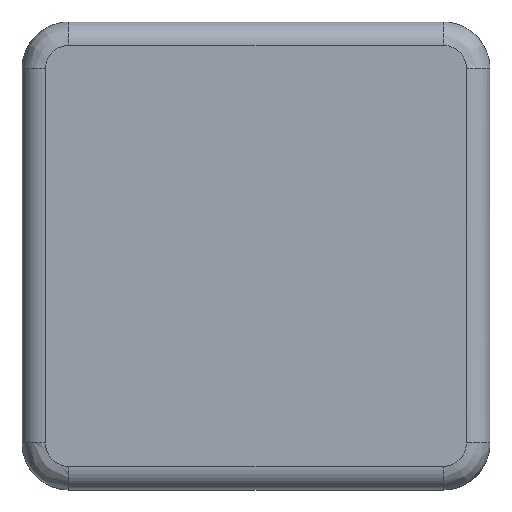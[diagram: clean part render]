
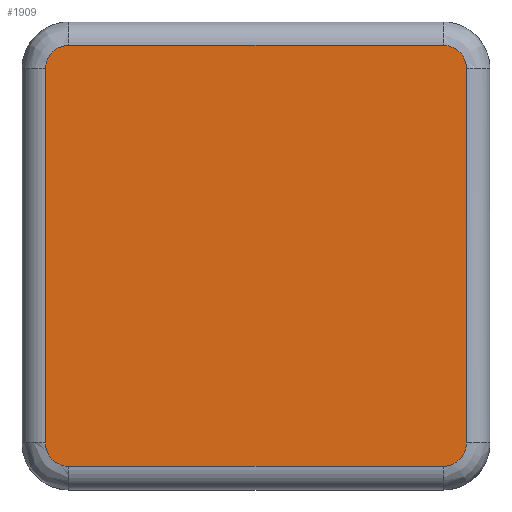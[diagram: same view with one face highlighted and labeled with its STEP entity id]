
A CAD part, top view. The second image highlights one B-rep face of the part: STEP entity #1909.
In plain terms, the highlighted free-form (B-spline) face has degree [1, 1] with [2, 2] control points.
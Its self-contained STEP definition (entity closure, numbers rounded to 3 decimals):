
#1436 = VERTEX_POINT('',#1437);
#1437 = CARTESIAN_POINT('',(36.926,-41.542,
    36.926));
#1443 = EDGE_CURVE('',#1444,#1436,#1446,.T.);
#1444 = VERTEX_POINT('',#1445);
#1445 = CARTESIAN_POINT('',(41.542,-36.926,
    36.926));
#1446 = ( BOUNDED_CURVE() B_SPLINE_CURVE(2,(#1447,#1448,#1449),
.UNSPECIFIED.,.F.,.F.) B_SPLINE_CURVE_WITH_KNOTS((3,3),(5.498,
7.069),.PIECEWISE_BEZIER_KNOTS.) CURVE() 
GEOMETRIC_REPRESENTATION_ITEM() RATIONAL_B_SPLINE_CURVE((1.,
0.707,1.)) REPRESENTATION_ITEM('') );
#1447 = CARTESIAN_POINT('',(41.542,-36.926,
    36.926));
#1448 = CARTESIAN_POINT('',(41.542,-41.542,
    36.926));
#1449 = CARTESIAN_POINT('',(36.926,-41.542,
    36.926));
#1471 = VERTEX_POINT('',#1472);
#1472 = CARTESIAN_POINT('',(-36.926,-41.542,
    36.926));
#1486 = EDGE_CURVE('',#1436,#1471,#1487,.T.);
#1487 = B_SPLINE_CURVE_WITH_KNOTS('',1,(#1488,#1489),.UNSPECIFIED.,.F.,
  .F.,(2,2),(-65.,15.),.PIECEWISE_BEZIER_KNOTS.);
#1488 = CARTESIAN_POINT('',(36.926,-41.542,
    36.926));
#1489 = CARTESIAN_POINT('',(-36.926,-41.542,
    36.926));
#1501 = EDGE_CURVE('',#1471,#1502,#1504,.T.);
#1502 = VERTEX_POINT('',#1503);
#1503 = CARTESIAN_POINT('',(-41.542,-36.926,
    36.926));
#1504 = ( BOUNDED_CURVE() B_SPLINE_CURVE(2,(#1505,#1506,#1507),
.UNSPECIFIED.,.F.,.F.) B_SPLINE_CURVE_WITH_KNOTS((3,3),(5.498,
7.069),.PIECEWISE_BEZIER_KNOTS.) CURVE() 
GEOMETRIC_REPRESENTATION_ITEM() RATIONAL_B_SPLINE_CURVE((1.,
0.707,1.)) REPRESENTATION_ITEM('') );
#1505 = CARTESIAN_POINT('',(-36.926,-41.542,
    36.926));
#1506 = CARTESIAN_POINT('',(-41.542,-41.542,
    36.926));
#1507 = CARTESIAN_POINT('',(-41.542,-36.926,
    36.926));
#1538 = VERTEX_POINT('',#1539);
#1539 = CARTESIAN_POINT('',(-41.542,36.926,
    36.926));
#1553 = EDGE_CURVE('',#1502,#1538,#1554,.T.);
#1554 = B_SPLINE_CURVE_WITH_KNOTS('',1,(#1555,#1556),.UNSPECIFIED.,.F.,
  .F.,(2,2),(-65.,15.),.PIECEWISE_BEZIER_KNOTS.);
#1555 = CARTESIAN_POINT('',(-41.542,-36.926,
    36.926));
#1556 = CARTESIAN_POINT('',(-41.542,36.926,
    36.926));
#1568 = EDGE_CURVE('',#1538,#1569,#1571,.T.);
#1569 = VERTEX_POINT('',#1570);
#1570 = CARTESIAN_POINT('',(-36.926,41.542,
    36.926));
#1571 = ( BOUNDED_CURVE() B_SPLINE_CURVE(2,(#1572,#1573,#1574),
.UNSPECIFIED.,.F.,.F.) B_SPLINE_CURVE_WITH_KNOTS((3,3),(5.498,
7.069),.PIECEWISE_BEZIER_KNOTS.) CURVE() 
GEOMETRIC_REPRESENTATION_ITEM() RATIONAL_B_SPLINE_CURVE((1.,
0.707,1.)) REPRESENTATION_ITEM('') );
#1572 = CARTESIAN_POINT('',(-41.542,36.926,
    36.926));
#1573 = CARTESIAN_POINT('',(-41.542,41.542,
    36.926));
#1574 = CARTESIAN_POINT('',(-36.926,41.542,
    36.926));
#1605 = VERTEX_POINT('',#1606);
#1606 = CARTESIAN_POINT('',(36.926,41.542,
    36.926));
#1620 = EDGE_CURVE('',#1569,#1605,#1621,.T.);
#1621 = B_SPLINE_CURVE_WITH_KNOTS('',1,(#1622,#1623),.UNSPECIFIED.,.F.,
  .F.,(2,2),(-65.,15.),.PIECEWISE_BEZIER_KNOTS.);
#1622 = CARTESIAN_POINT('',(-36.926,41.542,
    36.926));
#1623 = CARTESIAN_POINT('',(36.926,41.542,
    36.926));
#1635 = EDGE_CURVE('',#1605,#1636,#1638,.T.);
#1636 = VERTEX_POINT('',#1637);
#1637 = CARTESIAN_POINT('',(41.542,36.926,
    36.926));
#1638 = ( BOUNDED_CURVE() B_SPLINE_CURVE(2,(#1639,#1640,#1641),
.UNSPECIFIED.,.F.,.F.) B_SPLINE_CURVE_WITH_KNOTS((3,3),(5.498,
7.069),.PIECEWISE_BEZIER_KNOTS.) CURVE() 
GEOMETRIC_REPRESENTATION_ITEM() RATIONAL_B_SPLINE_CURVE((1.,
0.707,1.)) REPRESENTATION_ITEM('') );
#1639 = CARTESIAN_POINT('',(36.926,41.542,
    36.926));
#1640 = CARTESIAN_POINT('',(41.542,41.542,
    36.926));
#1641 = CARTESIAN_POINT('',(41.542,36.926,
    36.926));
#1672 = EDGE_CURVE('',#1636,#1444,#1673,.T.);
#1673 = B_SPLINE_CURVE_WITH_KNOTS('',1,(#1674,#1675),.UNSPECIFIED.,.F.,
  .F.,(2,2),(-65.,15.),.PIECEWISE_BEZIER_KNOTS.);
#1674 = CARTESIAN_POINT('',(41.542,36.926,
    36.926));
#1675 = CARTESIAN_POINT('',(41.542,-36.926,
    36.926));
#1909 = ADVANCED_FACE('',(#1910),#1920,.T.);
#1910 = FACE_BOUND('',#1911,.T.);
#1911 = EDGE_LOOP('',(#1912,#1913,#1914,#1915,#1916,#1917,#1918,#1919));
#1912 = ORIENTED_EDGE('',*,*,#1443,.F.);
#1913 = ORIENTED_EDGE('',*,*,#1672,.F.);
#1914 = ORIENTED_EDGE('',*,*,#1635,.F.);
#1915 = ORIENTED_EDGE('',*,*,#1620,.F.);
#1916 = ORIENTED_EDGE('',*,*,#1568,.F.);
#1917 = ORIENTED_EDGE('',*,*,#1553,.F.);
#1918 = ORIENTED_EDGE('',*,*,#1501,.F.);
#1919 = ORIENTED_EDGE('',*,*,#1486,.F.);
#1920 = B_SPLINE_SURFACE_WITH_KNOTS('',1,1,(
    (#1921,#1922)
    ,(#1923,#1924
    )),.UNSPECIFIED.,.F.,.F.,.F.,(2,2),(2,2),(-45.,45.),(-45.,45.),
  .PIECEWISE_BEZIER_KNOTS.);
#1921 = CARTESIAN_POINT('',(-41.542,-41.542,
    36.926));
#1922 = CARTESIAN_POINT('',(-41.542,41.542,
    36.926));
#1923 = CARTESIAN_POINT('',(41.542,-41.542,
    36.926));
#1924 = CARTESIAN_POINT('',(41.542,41.542,
    36.926));
